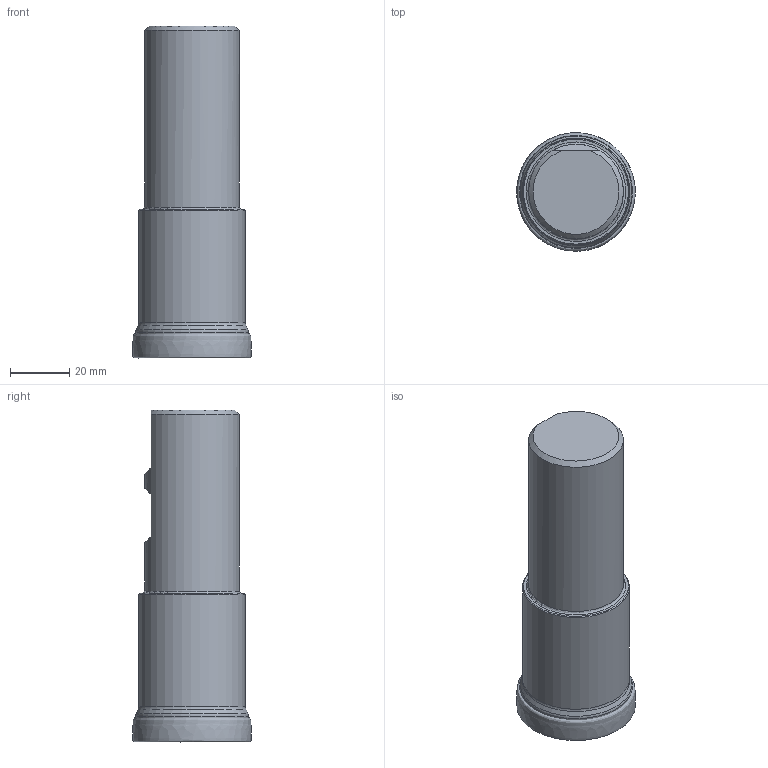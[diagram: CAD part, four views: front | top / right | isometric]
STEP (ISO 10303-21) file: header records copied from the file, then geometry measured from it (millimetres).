
FILE_DESCRIPTION(/* description */ (''),/* implementation_level */ '2;1');
FILE_NAME(/* name */ 'toolassembly_1.stp',/* time_stamp */ '2019-03-21T13:51:28+01:00',/* author */ (''),/* organization */ ('SMS'),/* preprocessor_version */ 'ST-DEVELOPER v15',/* originating_system */ 'SIEMENS PLM Software NX 8.5',/* authorisation */ '');
FILE_SCHEMA (('AUTOMOTIVE_DESIGN { 1 0 10303 214 3 1 1 1 }'));
Length unit declared in the file: millimetre
Products named in the file (4): CUT_20190321135014; NOCUT_20190321135002; ASSEMBLY_CONSTRUCTION; TOOLASSEMBLY_1
Assembly tree (3 placements, depth 2):
  TOOLASSEMBLY_1
    ASSEMBLY_CONSTRUCTION
    NOCUT_20190321135002
    CUT_20190321135014
Bounding box: 40.01 x 40.01 x 112.02 mm (x, y, z)
Volume: 107080.4 mm3; surface area: 17026.3 mm2
Topology: 2 solids, 2 shells, 25 faces, 53 edges, 41 vertices
Faces by surface type: plane 9, torus 7, cone 6, cylinder 2, bspline 1
Full cylindrical faces by diameter (mm): 31.992 x1, 36 x1
Entity records: 5603 total; most frequent: CARTESIAN_POINT 4946, DIRECTION 124, ORIENTED_EDGE 62, AXIS2_PLACEMENT_3D 58, EDGE_LOOP 41, FACE_BOUND 34, EDGE_CURVE 31, VERTEX_POINT 27
